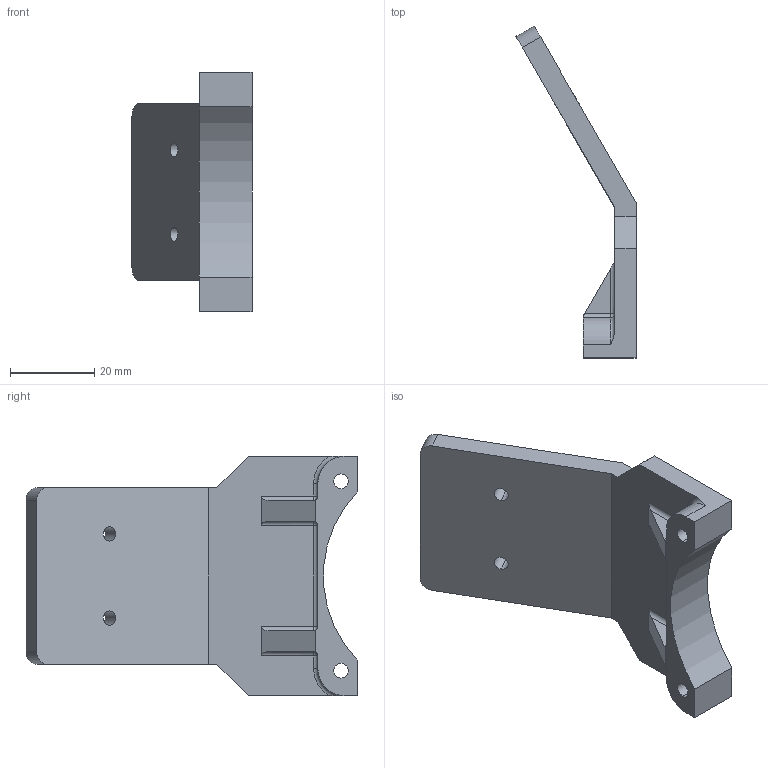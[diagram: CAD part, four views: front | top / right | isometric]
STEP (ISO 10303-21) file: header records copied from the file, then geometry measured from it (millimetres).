
FILE_DESCRIPTION (( 'STEP AP203' ), '1' );
FILE_NAME ('d405眈儂蟀諉30僅c.STEP', '2025-01-03T03:41:02', ( '' ), ( '' ), 'SwSTEP 2.0', 'SolidWorks 2022', '' );
FILE_SCHEMA (( 'CONFIG_CONTROL_DESIGN' ));
Length unit declared in the file: millimetre
Products named in the file (1): d405眈儂蟀諉30僅c
Bounding box: 28.53 x 78.81 x 57 mm (x, y, z)
Volume: 21141.5 mm3; surface area: 10249.4 mm2
Topology: 1 solids, 1 shells, 53 faces, 143 edges, 88 vertices
Faces by surface type: cylinder 24, plane 23, sphere 4, torus 2
Entity records: 1732 total; most frequent: CARTESIAN_POINT 321, DIRECTION 283, ORIENTED_EDGE 278, EDGE_CURVE 139, AXIS2_PLACEMENT_3D 100, VERTEX_POINT 88, LINE 83, VECTOR 83
